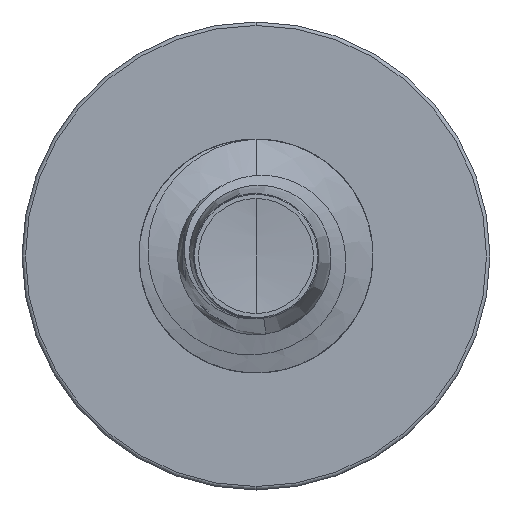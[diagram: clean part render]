
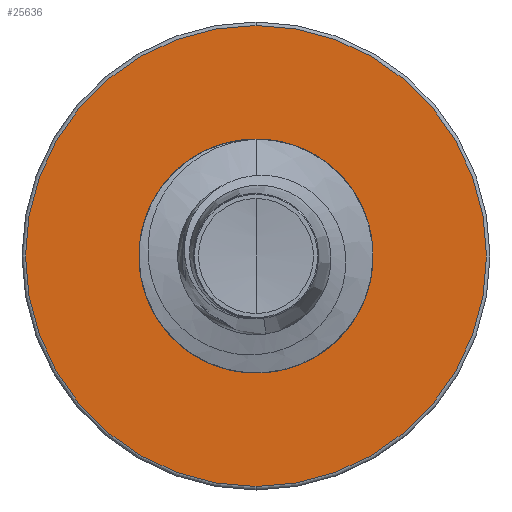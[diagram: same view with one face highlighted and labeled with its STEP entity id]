
A CAD part, front view. The second image highlights one B-rep face of the part: STEP entity #25636.
In plain terms, the highlighted planar face has unit normal (0, -1, 0).
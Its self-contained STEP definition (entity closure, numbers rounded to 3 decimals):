
#769 = AXIS2_PLACEMENT_3D ( 'NONE', #16094, #3292, #18232 ) ;
#3292 = DIRECTION ( 'NONE',  ( 0., 1., 0. ) ) ;
#3635 = VERTEX_POINT ( 'NONE', #11078 ) ;
#4077 = CARTESIAN_POINT ( 'NONE',  ( 0., 35., -2.842 ) ) ;
#4262 = EDGE_LOOP ( 'NONE', ( #8598, #27456 ) ) ;
#5564 = AXIS2_PLACEMENT_3D ( 'NONE', #6702, #21605, #8842 ) ;
#6702 = CARTESIAN_POINT ( 'NONE',  ( 0., 35., 0. ) ) ;
#7246 = AXIS2_PLACEMENT_3D ( 'NONE', #10524, #25362, #12688 ) ;
#8459 = CARTESIAN_POINT ( 'NONE',  ( 0., 35., 0. ) ) ;
#8471 = CIRCLE ( 'NONE', #5564, 2.842 ) ;
#8598 = ORIENTED_EDGE ( 'NONE', *, *, #18768, .F. ) ;
#8842 = DIRECTION ( 'NONE',  ( 0., 0., 1. ) ) ;
#9958 = CARTESIAN_POINT ( 'NONE',  ( 0., 35., 5.91 ) ) ;
#10524 = CARTESIAN_POINT ( 'NONE',  ( 0., 35., 0. ) ) ;
#10611 = DIRECTION ( 'NONE',  ( 0., 0., 1. ) ) ;
#11078 = CARTESIAN_POINT ( 'NONE',  ( 0., 35., -5.91 ) ) ;
#11546 = AXIS2_PLACEMENT_3D ( 'NONE', #8459, #23329, #10611 ) ;
#11573 = VERTEX_POINT ( 'NONE', #9958 ) ;
#12410 = CARTESIAN_POINT ( 'NONE',  ( 0., 35., -2.842 ) ) ;
#12486 = CIRCLE ( 'NONE', #11546, 2.842 ) ;
#12688 = DIRECTION ( 'NONE',  ( 0., 0., 1. ) ) ;
#12804 = AXIS2_PLACEMENT_3D ( 'NONE', #12410, #27173, #14557 ) ;
#13302 = EDGE_CURVE ( 'NONE', #3635, #11573, #25105, .T. ) ;
#13802 = FACE_OUTER_BOUND ( 'NONE', #4262, .T. ) ;
#14557 = DIRECTION ( 'NONE',  ( 0., 0., 1. ) ) ;
#16094 = CARTESIAN_POINT ( 'NONE',  ( 0., 35., 0. ) ) ;
#16812 = EDGE_CURVE ( 'NONE', #21252, #18646, #8471, .T. ) ;
#16957 = EDGE_LOOP ( 'NONE', ( #18567, #19650 ) ) ;
#18232 = DIRECTION ( 'NONE',  ( 0., 0., 1. ) ) ;
#18567 = ORIENTED_EDGE ( 'NONE', *, *, #16812, .T. ) ;
#18646 = VERTEX_POINT ( 'NONE', #4077 ) ;
#18768 = EDGE_CURVE ( 'NONE', #11573, #3635, #27023, .T. ) ;
#19552 = EDGE_CURVE ( 'NONE', #18646, #21252, #12486, .T. ) ;
#19650 = ORIENTED_EDGE ( 'NONE', *, *, #19552, .T. ) ;
#21252 = VERTEX_POINT ( 'NONE', #22802 ) ;
#21605 = DIRECTION ( 'NONE',  ( 0., 1., 0. ) ) ;
#22802 = CARTESIAN_POINT ( 'NONE',  ( 0., 35., 2.842 ) ) ;
#22976 = PLANE ( 'NONE',  #12804 ) ;
#23329 = DIRECTION ( 'NONE',  ( 0., 1., 0. ) ) ;
#25055 = FACE_BOUND ( 'NONE', #16957, .T. ) ;
#25105 = CIRCLE ( 'NONE', #769, 5.91 ) ;
#25362 = DIRECTION ( 'NONE',  ( 0., 1., 0. ) ) ;
#25636 = ADVANCED_FACE ( 'NONE', ( #13802, #25055 ), #22976, .F. ) ;
#27023 = CIRCLE ( 'NONE', #7246, 5.91 ) ;
#27173 = DIRECTION ( 'NONE',  ( 0., 1., 0. ) ) ;
#27456 = ORIENTED_EDGE ( 'NONE', *, *, #13302, .F. ) ;
